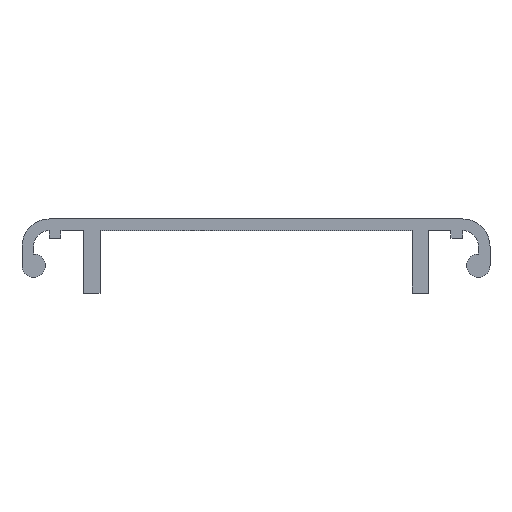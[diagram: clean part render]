
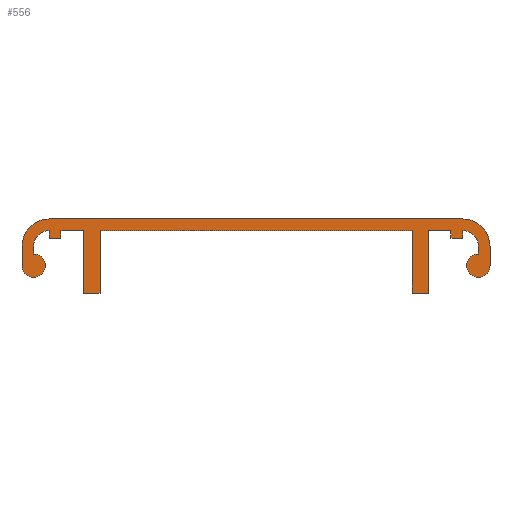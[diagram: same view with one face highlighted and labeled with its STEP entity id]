
A CAD part, top view. The second image highlights one B-rep face of the part: STEP entity #556.
In plain terms, the highlighted planar face has unit normal (0, 0, 1).
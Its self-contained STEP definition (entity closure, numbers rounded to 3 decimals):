
#36=PLANE('',#616);
#64=FACE_OUTER_BOUND('',#92,.T.);
#92=EDGE_LOOP('',(#497,#498,#499,#500,#501,#502,#503,#504,#505,#506,#507,
#508,#509,#510,#511,#512,#513,#514,#515,#516,#517,#518,#519,#520,#521,#522));
#97=LINE('',#780,#163);
#119=LINE('',#837,#185);
#124=LINE('',#848,#190);
#127=LINE('',#859,#193);
#129=LINE('',#863,#195);
#131=LINE('',#867,#197);
#133=LINE('',#871,#199);
#135=LINE('',#875,#201);
#137=LINE('',#879,#203);
#139=LINE('',#883,#205);
#141=LINE('',#887,#207);
#143=LINE('',#891,#209);
#145=LINE('',#895,#211);
#147=LINE('',#899,#213);
#149=LINE('',#903,#215);
#151=LINE('',#907,#217);
#153=LINE('',#911,#219);
#155=LINE('',#914,#221);
#156=LINE('',#917,#222);
#158=LINE('',#922,#224);
#163=VECTOR('',#631,10.);
#185=VECTOR('',#671,10.);
#190=VECTOR('',#682,10.);
#193=VECTOR('',#695,10.);
#195=VECTOR('',#699,10.);
#197=VECTOR('',#703,10.);
#199=VECTOR('',#707,10.);
#201=VECTOR('',#711,10.);
#203=VECTOR('',#715,10.);
#205=VECTOR('',#719,10.);
#207=VECTOR('',#723,10.);
#209=VECTOR('',#727,10.);
#211=VECTOR('',#731,10.);
#213=VECTOR('',#735,10.);
#215=VECTOR('',#739,10.);
#217=VECTOR('',#743,10.);
#219=VECTOR('',#747,10.);
#221=VECTOR('',#751,10.);
#222=VECTOR('',#754,10.);
#224=VECTOR('',#762,10.);
#225=CIRCLE('',#578,3.5);
#232=CIRCLE('',#588,3.5);
#233=CIRCLE('',#591,2.);
#234=CIRCLE('',#594,2.);
#235=CIRCLE('',#596,1.5);
#236=CIRCLE('',#614,1.5);
#237=VERTEX_POINT('',#767);
#238=VERTEX_POINT('',#768);
#242=VERTEX_POINT('',#778);
#266=VERTEX_POINT('',#830);
#267=VERTEX_POINT('',#831);
#268=VERTEX_POINT('',#836);
#269=VERTEX_POINT('',#840);
#270=VERTEX_POINT('',#842);
#271=VERTEX_POINT('',#846);
#272=VERTEX_POINT('',#850);
#273=VERTEX_POINT('',#852);
#274=VERTEX_POINT('',#858);
#275=VERTEX_POINT('',#862);
#276=VERTEX_POINT('',#866);
#277=VERTEX_POINT('',#870);
#278=VERTEX_POINT('',#874);
#279=VERTEX_POINT('',#878);
#280=VERTEX_POINT('',#882);
#281=VERTEX_POINT('',#886);
#282=VERTEX_POINT('',#890);
#283=VERTEX_POINT('',#894);
#284=VERTEX_POINT('',#898);
#285=VERTEX_POINT('',#902);
#286=VERTEX_POINT('',#906);
#287=VERTEX_POINT('',#910);
#288=VERTEX_POINT('',#916);
#289=EDGE_CURVE('',#237,#238,#225,.T.);
#295=EDGE_CURVE('',#242,#237,#97,.T.);
#320=EDGE_CURVE('',#266,#267,#232,.T.);
#323=EDGE_CURVE('',#267,#268,#119,.T.);
#326=EDGE_CURVE('',#269,#270,#233,.T.);
#329=EDGE_CURVE('',#271,#269,#124,.T.);
#331=EDGE_CURVE('',#272,#273,#234,.T.);
#333=EDGE_CURVE('',#268,#271,#235,.T.);
#334=EDGE_CURVE('',#270,#274,#127,.T.);
#336=EDGE_CURVE('',#274,#275,#129,.T.);
#338=EDGE_CURVE('',#275,#276,#131,.T.);
#340=EDGE_CURVE('',#276,#277,#133,.T.);
#342=EDGE_CURVE('',#277,#278,#135,.T.);
#344=EDGE_CURVE('',#278,#279,#137,.T.);
#346=EDGE_CURVE('',#279,#280,#139,.T.);
#348=EDGE_CURVE('',#280,#281,#141,.T.);
#350=EDGE_CURVE('',#281,#282,#143,.T.);
#352=EDGE_CURVE('',#282,#283,#145,.T.);
#354=EDGE_CURVE('',#283,#284,#147,.T.);
#356=EDGE_CURVE('',#284,#285,#149,.T.);
#358=EDGE_CURVE('',#285,#286,#151,.T.);
#360=EDGE_CURVE('',#286,#287,#153,.T.);
#362=EDGE_CURVE('',#287,#272,#155,.T.);
#363=EDGE_CURVE('',#273,#288,#156,.T.);
#365=EDGE_CURVE('',#288,#242,#236,.T.);
#366=EDGE_CURVE('',#238,#266,#158,.T.);
#497=ORIENTED_EDGE('',*,*,#289,.F.);
#498=ORIENTED_EDGE('',*,*,#295,.F.);
#499=ORIENTED_EDGE('',*,*,#365,.F.);
#500=ORIENTED_EDGE('',*,*,#363,.F.);
#501=ORIENTED_EDGE('',*,*,#331,.F.);
#502=ORIENTED_EDGE('',*,*,#362,.F.);
#503=ORIENTED_EDGE('',*,*,#360,.F.);
#504=ORIENTED_EDGE('',*,*,#358,.F.);
#505=ORIENTED_EDGE('',*,*,#356,.F.);
#506=ORIENTED_EDGE('',*,*,#354,.F.);
#507=ORIENTED_EDGE('',*,*,#352,.F.);
#508=ORIENTED_EDGE('',*,*,#350,.F.);
#509=ORIENTED_EDGE('',*,*,#348,.F.);
#510=ORIENTED_EDGE('',*,*,#346,.F.);
#511=ORIENTED_EDGE('',*,*,#344,.F.);
#512=ORIENTED_EDGE('',*,*,#342,.F.);
#513=ORIENTED_EDGE('',*,*,#340,.F.);
#514=ORIENTED_EDGE('',*,*,#338,.F.);
#515=ORIENTED_EDGE('',*,*,#336,.F.);
#516=ORIENTED_EDGE('',*,*,#334,.F.);
#517=ORIENTED_EDGE('',*,*,#326,.F.);
#518=ORIENTED_EDGE('',*,*,#329,.F.);
#519=ORIENTED_EDGE('',*,*,#333,.F.);
#520=ORIENTED_EDGE('',*,*,#323,.F.);
#521=ORIENTED_EDGE('',*,*,#320,.F.);
#522=ORIENTED_EDGE('',*,*,#366,.F.);
#556=ADVANCED_FACE('',(#64),#36,.T.);
#578=AXIS2_PLACEMENT_3D('',#769,#621,#622);
#588=AXIS2_PLACEMENT_3D('',#832,#665,#666);
#591=AXIS2_PLACEMENT_3D('',#843,#676,#677);
#594=AXIS2_PLACEMENT_3D('',#853,#686,#687);
#596=AXIS2_PLACEMENT_3D('',#856,#691,#692);
#614=AXIS2_PLACEMENT_3D('',#920,#758,#759);
#616=AXIS2_PLACEMENT_3D('',#923,#763,#764);
#621=DIRECTION('center_axis',(0.,0.,-1.));
#622=DIRECTION('ref_axis',(-0.707,0.707,0.));
#631=DIRECTION('',(0.,1.,0.));
#665=DIRECTION('center_axis',(0.,0.,-1.));
#666=DIRECTION('ref_axis',(0.707,0.707,0.));
#671=DIRECTION('',(0.,-1.,0.));
#676=DIRECTION('center_axis',(0.,0.,1.));
#677=DIRECTION('ref_axis',(0.707,0.707,0.));
#682=DIRECTION('',(0.,1.,0.));
#686=DIRECTION('center_axis',(0.,0.,1.));
#687=DIRECTION('ref_axis',(-0.707,0.707,0.));
#691=DIRECTION('center_axis',(0.,0.,-1.));
#692=DIRECTION('ref_axis',(0.,1.,0.));
#695=DIRECTION('',(0.,-1.,0.));
#699=DIRECTION('',(-1.,0.,0.));
#703=DIRECTION('',(0.,1.,0.));
#707=DIRECTION('',(-1.,0.,0.));
#711=DIRECTION('',(0.,-1.,0.));
#715=DIRECTION('',(-1.,0.,0.));
#719=DIRECTION('',(0.,1.,0.));
#723=DIRECTION('',(-1.,0.,0.));
#727=DIRECTION('',(0.,-1.,0.));
#731=DIRECTION('',(-1.,0.,0.));
#735=DIRECTION('',(0.,1.,0.));
#739=DIRECTION('',(-1.,0.,0.));
#743=DIRECTION('',(0.,-1.,0.));
#747=DIRECTION('',(-1.,0.,0.));
#751=DIRECTION('',(0.,1.,0.));
#754=DIRECTION('',(0.,-1.,0.));
#758=DIRECTION('center_axis',(0.,0.,-1.));
#759=DIRECTION('ref_axis',(-1.,0.,0.));
#762=DIRECTION('',(1.,0.,0.));
#763=DIRECTION('center_axis',(0.,0.,1.));
#764=DIRECTION('ref_axis',(1.,0.,0.));
#767=CARTESIAN_POINT('',(-30.,-3.5,0.5));
#768=CARTESIAN_POINT('',(-26.5,0.,0.5));
#769=CARTESIAN_POINT('Origin',(-26.5,-3.5,0.5));
#778=CARTESIAN_POINT('',(-30.,-6.,0.5));
#780=CARTESIAN_POINT('',(-30.,0.,0.5));
#830=CARTESIAN_POINT('',(26.5,0.,0.5));
#831=CARTESIAN_POINT('',(30.,-3.5,0.5));
#832=CARTESIAN_POINT('Origin',(26.5,-3.5,0.5));
#836=CARTESIAN_POINT('',(30.,-6.,0.5));
#837=CARTESIAN_POINT('',(30.,-6.,0.5));
#840=CARTESIAN_POINT('',(28.5,-3.5,0.5));
#842=CARTESIAN_POINT('',(26.5,-1.5,0.5));
#843=CARTESIAN_POINT('Origin',(26.5,-3.5,0.5));
#846=CARTESIAN_POINT('',(28.5,-4.5,0.5));
#848=CARTESIAN_POINT('',(28.5,-1.5,0.5));
#850=CARTESIAN_POINT('',(-26.5,-1.5,0.5));
#852=CARTESIAN_POINT('',(-28.5,-3.5,0.5));
#853=CARTESIAN_POINT('Origin',(-26.5,-3.5,0.5));
#856=CARTESIAN_POINT('Origin',(28.5,-6.,0.5));
#858=CARTESIAN_POINT('',(26.5,-2.5,0.5));
#859=CARTESIAN_POINT('',(26.5,-2.5,0.5));
#862=CARTESIAN_POINT('',(25.,-2.5,0.5));
#863=CARTESIAN_POINT('',(25.,-2.5,0.5));
#866=CARTESIAN_POINT('',(25.,-1.5,0.5));
#867=CARTESIAN_POINT('',(25.,-1.5,0.5));
#870=CARTESIAN_POINT('',(22.1,-1.5,0.5));
#871=CARTESIAN_POINT('',(22.1,-1.5,0.5));
#874=CARTESIAN_POINT('',(22.1,-9.5,0.5));
#875=CARTESIAN_POINT('',(22.1,-9.5,0.5));
#878=CARTESIAN_POINT('',(20.,-9.5,0.5));
#879=CARTESIAN_POINT('',(20.,-9.5,0.5));
#882=CARTESIAN_POINT('',(20.,-1.5,0.5));
#883=CARTESIAN_POINT('',(20.,-1.5,0.5));
#886=CARTESIAN_POINT('',(-20.,-1.5,0.5));
#887=CARTESIAN_POINT('',(-20.,-1.5,0.5));
#890=CARTESIAN_POINT('',(-20.,-9.5,0.5));
#891=CARTESIAN_POINT('',(-20.,-9.5,0.5));
#894=CARTESIAN_POINT('',(-22.1,-9.5,0.5));
#895=CARTESIAN_POINT('',(-22.1,-9.5,0.5));
#898=CARTESIAN_POINT('',(-22.1,-1.5,0.5));
#899=CARTESIAN_POINT('',(-22.1,-1.5,0.5));
#902=CARTESIAN_POINT('',(-25.,-1.5,0.5));
#903=CARTESIAN_POINT('',(-25.,-1.5,0.5));
#906=CARTESIAN_POINT('',(-25.,-2.5,0.5));
#907=CARTESIAN_POINT('',(-25.,-2.5,0.5));
#910=CARTESIAN_POINT('',(-26.5,-2.5,0.5));
#911=CARTESIAN_POINT('',(-26.5,-2.5,0.5));
#914=CARTESIAN_POINT('',(-26.5,-1.5,0.5));
#916=CARTESIAN_POINT('',(-28.5,-4.5,0.5));
#917=CARTESIAN_POINT('',(-28.5,-4.5,0.5));
#920=CARTESIAN_POINT('Origin',(-28.5,-6.,0.5));
#922=CARTESIAN_POINT('',(30.,0.,0.5));
#923=CARTESIAN_POINT('Origin',(-18.177,-2.393,0.5));
